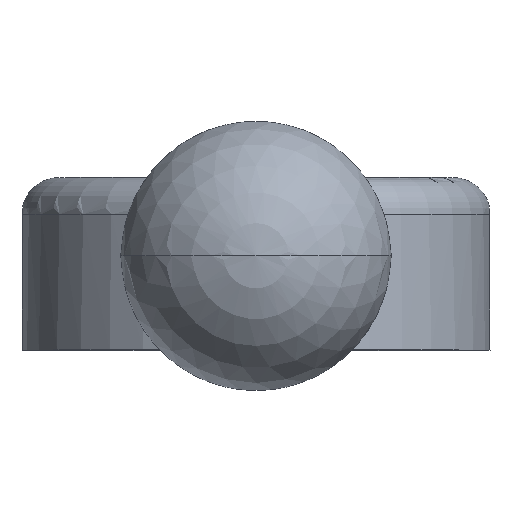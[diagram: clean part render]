
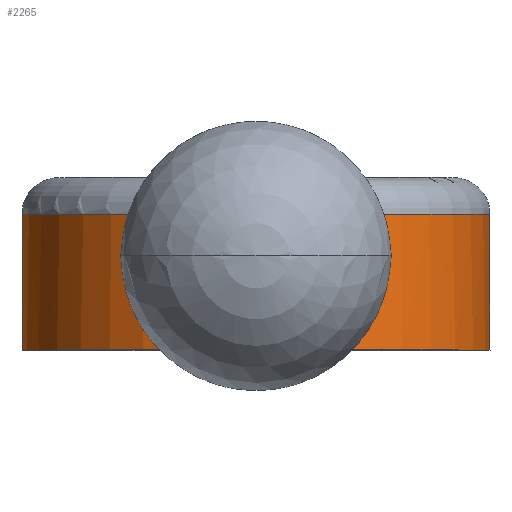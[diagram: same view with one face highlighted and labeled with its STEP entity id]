
A CAD part, top view. The second image highlights one B-rep face of the part: STEP entity #2265.
In plain terms, the highlighted cylindrical face has radius 30.163 mm (diameter 60.325 mm), a partial arc.
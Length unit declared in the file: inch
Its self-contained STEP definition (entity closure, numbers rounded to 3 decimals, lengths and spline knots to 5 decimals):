
#426=CARTESIAN_POINT('',(0.,0.2175,0.));
#427=DIRECTION('',(0.,1.,0.));
#428=DIRECTION('',(0.329,0.,0.944));
#429=AXIS2_PLACEMENT_3D('',#426,#427,#428);
#431=CARTESIAN_POINT('',(0.,0.2175,0.));
#432=DIRECTION('',(0.,1.,0.));
#433=DIRECTION('',(0.,0.,-1.));
#434=AXIS2_PLACEMENT_3D('',#431,#432,#433);
#436=DIRECTION('',(0.,1.,0.));
#437=VECTOR('',#436,0.6875);
#438=CARTESIAN_POINT('',(-0.39063,-0.47,1.12141));
#439=LINE('',#438,#437);
#440=CARTESIAN_POINT('',(0.,-0.47,0.));
#441=DIRECTION('',(0.,-1.,0.));
#442=DIRECTION('',(-0.329,0.,0.944));
#443=AXIS2_PLACEMENT_3D('',#440,#441,#442);
#445=DIRECTION('',(0.,1.,0.));
#446=VECTOR('',#445,0.6875);
#447=CARTESIAN_POINT('',(0.39063,-0.47,1.12141));
#448=LINE('',#447,#446);
#1675=CARTESIAN_POINT('',(0.,0.2175,-1.1875));
#1676=VERTEX_POINT('',#1675);
#1677=CARTESIAN_POINT('',(-0.39063,-0.47,1.12141));
#1679=VERTEX_POINT('',#1677);
#1681=CARTESIAN_POINT('',(0.39063,-0.47,1.12141));
#1683=VERTEX_POINT('',#1681);
#1685=CARTESIAN_POINT('',(0.39063,0.2175,1.12141));
#1686=VERTEX_POINT('',#1685);
#1687=CARTESIAN_POINT('',(-0.39063,0.2175,1.12141));
#1688=VERTEX_POINT('',#1687);
#2253=CARTESIAN_POINT('',(0.,-0.47,0.));
#2254=DIRECTION('',(0.,1.,0.));
#2255=DIRECTION('',(0.,0.,1.));
#2256=AXIS2_PLACEMENT_3D('',#2253,#2254,#2255);
#2257=CYLINDRICAL_SURFACE('',#2256,1.1875);
#2258=ORIENTED_EDGE('',*,*,#2107,.T.);
#2259=ORIENTED_EDGE('',*,*,#2244,.T.);
#2260=ORIENTED_EDGE('',*,*,#2011,.F.);
#2261=ORIENTED_EDGE('',*,*,#2041,.T.);
#2262=ORIENTED_EDGE('',*,*,#2055,.T.);
#2263=EDGE_LOOP('',(#2258,#2259,#2260,#2261,#2262));
#2264=FACE_OUTER_BOUND('',#2263,.F.);
#430=CIRCLE('',#429,1.1875);
#435=CIRCLE('',#434,1.1875);
#444=CIRCLE('',#443,1.1875);
#2011=EDGE_CURVE('',#1679,#1688,#439,.T.);
#2041=EDGE_CURVE('',#1679,#1683,#444,.T.);
#2055=EDGE_CURVE('',#1683,#1686,#448,.T.);
#2107=EDGE_CURVE('',#1686,#1676,#430,.T.);
#2244=EDGE_CURVE('',#1676,#1688,#435,.T.);
#2265=ADVANCED_FACE('',(#2264),#2257,.T.);
